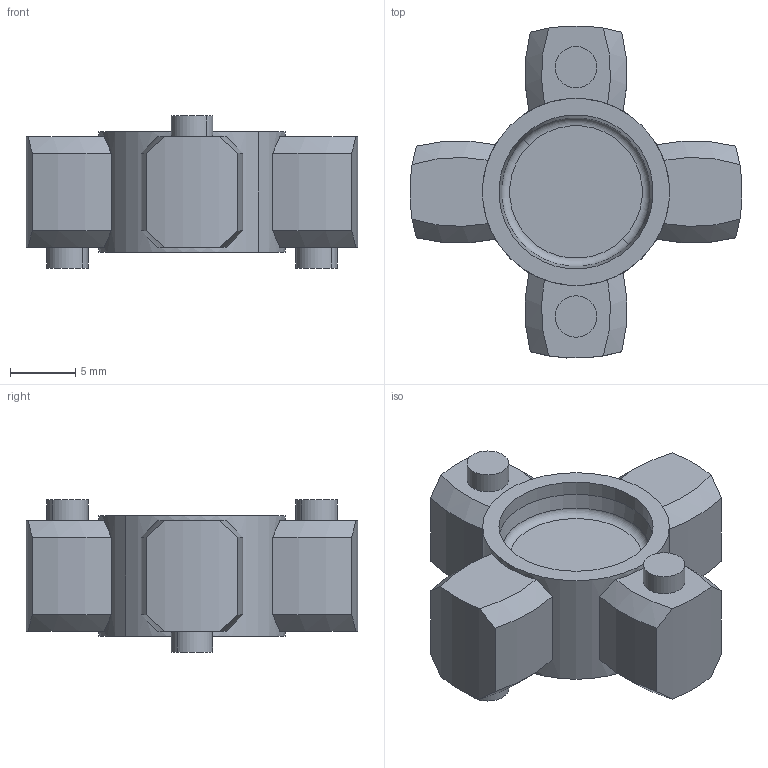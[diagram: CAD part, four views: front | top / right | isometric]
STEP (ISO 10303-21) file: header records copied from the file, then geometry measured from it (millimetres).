
FILE_DESCRIPTION (( 'STEP AP203' ), '1' );
FILE_NAME ('9845T15.STEP', '2019-09-12T14:59:30', ( '' ), ( '' ), 'SwSTEP 2.0', 'SolidWorks 2014', '' );
FILE_SCHEMA (( 'CONFIG_CONTROL_DESIGN' ));
Length unit declared in the file: inch
Products named in the file (1): 9845T15
Bounding box: 25.36 x 25.36 x 11.64 mm (x, y, z)
Volume: 2325.8 mm3; surface area: 1640.9 mm2
Topology: 1 solids, 1 shells, 66 faces, 154 edges, 100 vertices
Faces by surface type: cylinder 26, cone 20, plane 16, torus 4
Entity records: 2033 total; most frequent: CARTESIAN_POINT 417, DIRECTION 344, ORIENTED_EDGE 308, AXIS2_PLACEMENT_3D 155, EDGE_CURVE 154, VERTEX_POINT 100, CIRCLE 88, EDGE_LOOP 76
